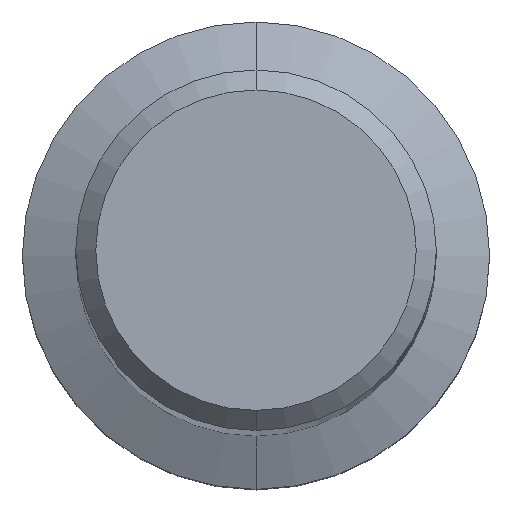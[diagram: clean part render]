
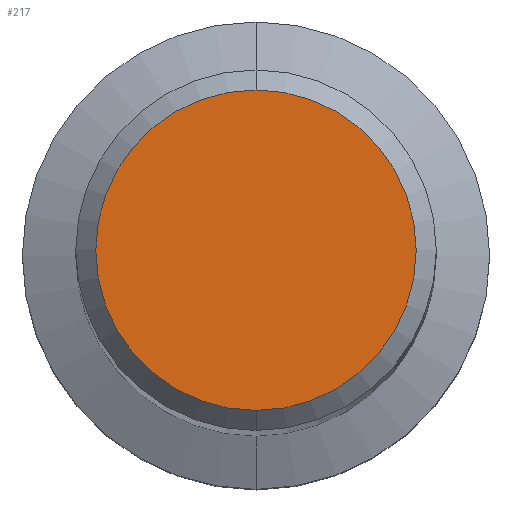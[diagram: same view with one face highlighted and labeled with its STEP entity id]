
A CAD part, top view. The second image highlights one B-rep face of the part: STEP entity #217.
In plain terms, the highlighted planar face has unit normal (0, 0, 1).
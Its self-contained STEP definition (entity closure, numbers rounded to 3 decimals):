
#177=VERTEX_POINT('',#387);
#217=ADVANCED_FACE('',(#431),#432,.T.);
#241=EDGE_CURVE('',#259,#177,#456,.T.);
#259=VERTEX_POINT('',#477);
#297=EDGE_CURVE('',#177,#259,#520,.T.);
#387=CARTESIAN_POINT('',(0.,-4.8,0.0));
#431=FACE_OUTER_BOUND('',#669,.T.);
#432=PLANE('',#670);
#456=CIRCLE('',#708,4.8);
#477=CARTESIAN_POINT('',(0.0,4.8,0.0));
#520=CIRCLE('',#790,4.8);
#669=EDGE_LOOP('',(#961,#962));
#670=AXIS2_PLACEMENT_3D('',#963,#964,#965);
#708=AXIS2_PLACEMENT_3D('',#984,#985,#986);
#790=AXIS2_PLACEMENT_3D('',#1056,#1057,#1058);
#961=ORIENTED_EDGE('',*,*,#241,.F.);
#962=ORIENTED_EDGE('',*,*,#297,.F.);
#963=CARTESIAN_POINT('',(0.0,2.4,0.0));
#964=DIRECTION('',(-0.0,0.0,1.0));
#965=DIRECTION('',(0.0,-1.0,0.0));
#984=CARTESIAN_POINT('',(0.0,0.0,0.0));
#985=DIRECTION('',(0.0,0.0,-1.0));
#986=DIRECTION('',(0.0,1.0,0.0));
#1056=CARTESIAN_POINT('',(0.0,0.0,0.0));
#1057=DIRECTION('',(0.0,0.0,-1.0));
#1058=DIRECTION('',(0.0,1.0,0.0));
